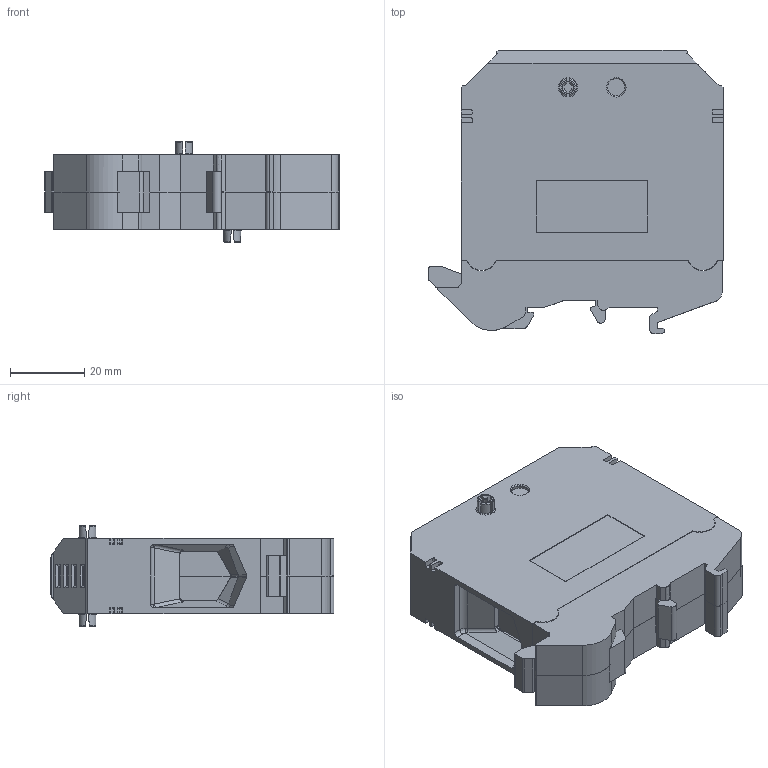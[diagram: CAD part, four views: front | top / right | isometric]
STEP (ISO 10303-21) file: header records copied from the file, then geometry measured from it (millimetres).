
FILE_DESCRIPTION(/* description */ (''),/* implementation_level */ '2;1');
FILE_NAME(/* name */ '1120_RK_50.stp',/* time_stamp */ '2022-01-29T09:31:00+01:00',/* author */ (''),/* organization */ (''),/* preprocessor_version */ 'ST-DEVELOPER v16.7',/* originating_system */ 'SIEMENS PLM Software NX 12.0',/* authorisation */ '');
FILE_SCHEMA (('AUTOMOTIVE_DESIGN { 1 0 10303 214 3 1 1 1 }'));
Length unit declared in the file: millimetre
Products named in the file (1): 1120_RK_50
Bounding box: 79.2 x 76.2 x 27.2 mm (x, y, z)
Volume: 91456 mm3; surface area: 23129 mm2
Topology: 4 solids, 4 shells, 529 faces, 1487 edges, 984 vertices
Faces by surface type: plane 347, cylinder 122, extrusion 18, torus 18, cone 16, bspline 8
Full cylindrical faces by diameter (mm): 2.75 x2, 2.95 x2, 4.6 x2, 8.5 x2
Entity records: 17431 total; most frequent: CARTESIAN_POINT 3503, ORIENTED_EDGE 2974, DIRECTION 2833, EDGE_CURVE 1487, VECTOR 1037, LINE 1019, VERTEX_POINT 984, AXIS2_PLACEMENT_3D 898
